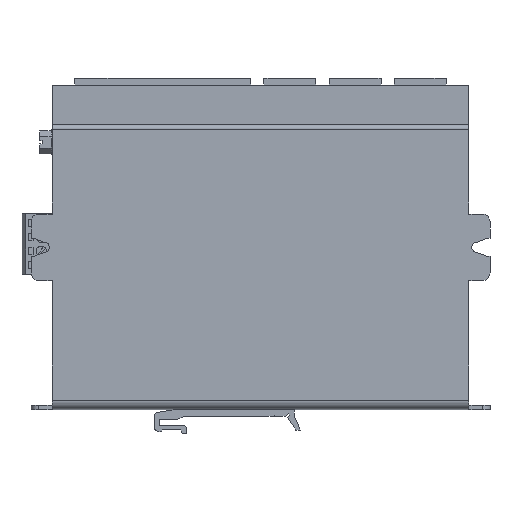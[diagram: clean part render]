
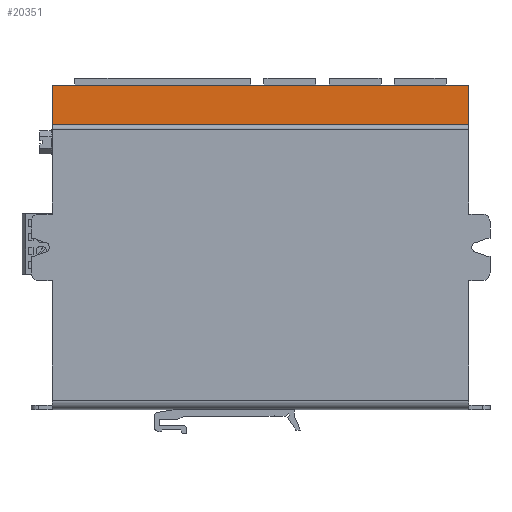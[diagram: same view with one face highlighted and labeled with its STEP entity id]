
A CAD part, left-side view. The second image highlights one B-rep face of the part: STEP entity #20351.
In plain terms, the highlighted planar face has unit normal (-1, 0, 0).
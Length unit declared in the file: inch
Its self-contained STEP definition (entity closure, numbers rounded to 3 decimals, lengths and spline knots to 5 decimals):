
#1448 = ORIENTED_EDGE ( 'NONE', *, *, #21878, .F. ) ;
#1449 = ORIENTED_EDGE ( 'NONE', *, *, #1624, .F. ) ;
#1450 = ORIENTED_EDGE ( 'NONE', *, *, #21813, .F. ) ;
#1451 = ORIENTED_EDGE ( 'NONE', *, *, #1619, .T. ) ;
#1619 = EDGE_CURVE ( 'NONE', #19113, #19386, #5393, .T. ) ;
#1624 = EDGE_CURVE ( 'NONE', #19113, #18945, #5397, .T. ) ;
#2761 = VECTOR ( 'NONE', #17356, 39.37008 ) ;
#2942 = VECTOR ( 'NONE', #17907, 39.37008 ) ;
#4703 = CARTESIAN_POINT ( 'NONE',  ( -0.815, -2.76, -2.15 ) ) ;
#4704 = DIRECTION ( 'NONE',  ( 0., 0., 1. ) ) ;
#4714 = CARTESIAN_POINT ( 'NONE',  ( -0.815, 2.76, 1.625 ) ) ;
#4715 = DIRECTION ( 'NONE',  ( 0., 1., 0. ) ) ;
#5393 = LINE ( 'NONE', #4703, #6149 ) ;
#5397 = LINE ( 'NONE', #4714, #6154 ) ;
#6149 = VECTOR ( 'NONE', #4704, 39.37008 ) ;
#6154 = VECTOR ( 'NONE', #4715, 39.37008 ) ;
#7189 = CARTESIAN_POINT ( 'NONE',  ( -0.815, 2.76, 1.625 ) ) ;
#7350 = CARTESIAN_POINT ( 'NONE',  ( -0.815, -2.76, 1.625 ) ) ;
#7613 = CARTESIAN_POINT ( 'NONE',  ( -0.815, -2.76, 2.15 ) ) ;
#7623 = CARTESIAN_POINT ( 'NONE',  ( -0.815, 2.76, 2.15 ) ) ;
#9706 = FACE_OUTER_BOUND ( 'NONE', #21367, .T. ) ;
#10322 = PLANE ( 'NONE',  #11080 ) ;
#10323 = CARTESIAN_POINT ( 'NONE',  ( -0.815, 2.76, -2.15 ) ) ;
#10324 = DIRECTION ( 'NONE',  ( -1., 0., 0. ) ) ;
#10325 = DIRECTION ( 'NONE',  ( 0., -1., 0. ) ) ;
#11080 = AXIS2_PLACEMENT_3D ( 'NONE', #10323, #10324, #10325 ) ;
#16376 = LINE ( 'NONE', #17355, #2761 ) ;
#17355 = CARTESIAN_POINT ( 'NONE',  ( -0.815, 2.76, -2.15 ) ) ;
#17356 = DIRECTION ( 'NONE',  ( 0., 0., 1. ) ) ;
#17906 = CARTESIAN_POINT ( 'NONE',  ( -0.815, 2.76, 2.15 ) ) ;
#17907 = DIRECTION ( 'NONE',  ( 0., -1., 0. ) ) ;
#18684 = LINE ( 'NONE', #17906, #2942 ) ;
#18945 = VERTEX_POINT ( 'NONE', #7189 ) ;
#19113 = VERTEX_POINT ( 'NONE', #7350 ) ;
#19386 = VERTEX_POINT ( 'NONE', #7613 ) ;
#19396 = VERTEX_POINT ( 'NONE', #7623 ) ;
#20351 = ADVANCED_FACE ( 'NONE', ( #9706 ), #10322, .T. ) ;
#21367 = EDGE_LOOP ( 'NONE', ( #1449, #1451, #1448, #1450 ) ) ;
#21813 = EDGE_CURVE ( 'NONE', #18945, #19396, #16376, .T. ) ;
#21878 = EDGE_CURVE ( 'NONE', #19396, #19386, #18684, .T. ) ;
